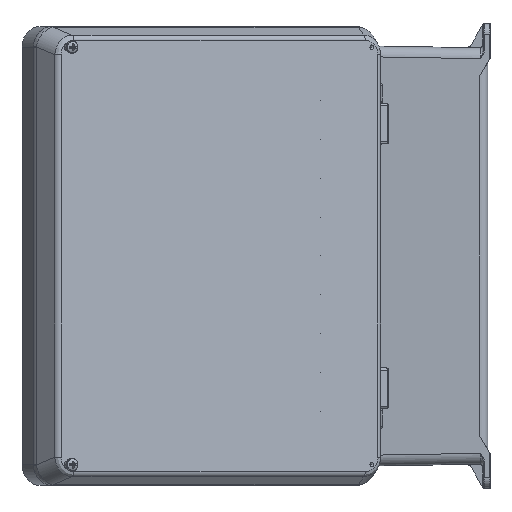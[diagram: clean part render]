
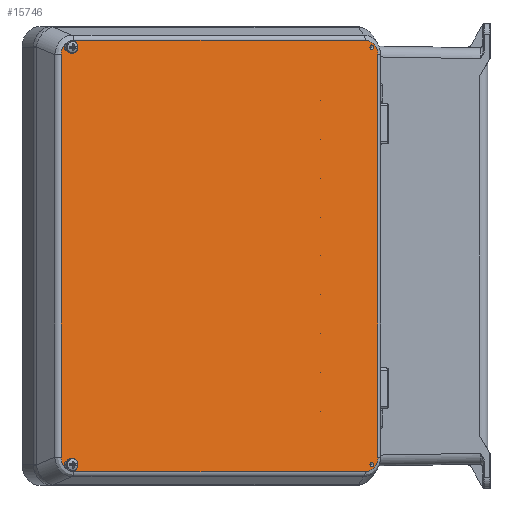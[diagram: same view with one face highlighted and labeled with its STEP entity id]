
A CAD part, left-side view. The second image highlights one B-rep face of the part: STEP entity #15746.
In plain terms, the highlighted face is planar.
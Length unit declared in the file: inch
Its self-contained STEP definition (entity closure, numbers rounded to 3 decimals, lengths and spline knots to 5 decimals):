
#366 = CARTESIAN_POINT ( 'NONE',  ( -5.25908, 1.62205, -12.4972 ) ) ;
#777 = DIRECTION ( 'NONE',  ( 0., 0., -1. ) ) ;
#1526 = VERTEX_POINT ( 'NONE', #28384 ) ;
#2070 = CARTESIAN_POINT ( 'NONE',  ( -5.25908, 1.62205, -12.74747 ) ) ;
#3791 = EDGE_LOOP ( 'NONE', ( #21662 ) ) ;
#3934 =( BOUNDED_CURVE ( )  B_SPLINE_CURVE ( 3, ( #19455, #14057, #8746, #27521 ),
 .UNSPECIFIED., .F., .F. ) 
 B_SPLINE_CURVE_WITH_KNOTS ( ( 4, 4 ),
 ( 2.40401, 3.87917 ),
 .UNSPECIFIED. ) 
 CURVE ( )  GEOMETRIC_REPRESENTATION_ITEM ( )  RATIONAL_B_SPLINE_CURVE ( ( 1., 0.827, 0.827, 1. ) ) 
 REPRESENTATION_ITEM ( '' )  );
#3974 = CARTESIAN_POINT ( 'NONE',  ( 4.83972, 1.62205, -0.3984 ) ) ;
#4050 = DIRECTION ( 'NONE',  ( 0., 0., -1. ) ) ;
#4375 = CARTESIAN_POINT ( 'NONE',  ( 4.80436, 1.62205, -0.3984 ) ) ;
#4886 = CIRCLE ( 'NONE', #19235, 0.10433 ) ;
#5207 = CARTESIAN_POINT ( 'NONE',  ( 4.83972, 1.62205, -0.3984 ) ) ;
#5499 = ORIENTED_EDGE ( 'NONE', *, *, #32362, .T. ) ;
#5580 = EDGE_CURVE ( 'NONE', #16574, #7076, #25872, .T. ) ;
#5600 = FACE_OUTER_BOUND ( 'NONE', #23804, .T. ) ;
#5689 = AXIS2_PLACEMENT_3D ( 'NONE', #6062, #16917, #777 ) ;
#5718 = EDGE_LOOP ( 'NONE', ( #26798 ) ) ;
#5949 = CARTESIAN_POINT ( 'NONE',  ( 5.25908, 1.62205, -12.4972 ) ) ;
#6062 = CARTESIAN_POINT ( 'NONE',  ( 5.65748, 1.62205, 0. ) ) ;
#6653 = LINE ( 'NONE', #33447, #14677 ) ;
#6726 =( BOUNDED_CURVE ( )  B_SPLINE_CURVE ( 3, ( #31585, #12805, #2070, #20897 ),
 .UNSPECIFIED., .F., .F. ) 
 B_SPLINE_CURVE_WITH_KNOTS ( ( 4, 4 ),
 ( 2.40401, 3.87917 ),
 .UNSPECIFIED. ) 
 CURVE ( )  GEOMETRIC_REPRESENTATION_ITEM ( )  RATIONAL_B_SPLINE_CURVE ( ( 1., 0.827, 0.827, 1. ) ) 
 REPRESENTATION_ITEM ( '' )  );
#7076 = VERTEX_POINT ( 'NONE', #5949 ) ;
#7616 = VERTEX_POINT ( 'NONE', #366 ) ;
#7800 = VERTEX_POINT ( 'NONE', #28740 ) ;
#7946 = ORIENTED_EDGE ( 'NONE', *, *, #19756, .F. ) ;
#8675 = VERTEX_POINT ( 'NONE', #5207 ) ;
#8746 = CARTESIAN_POINT ( 'NONE',  ( -5.25908, 1.62205, -0.56749 ) ) ;
#9028 = CARTESIAN_POINT ( 'NONE',  ( -5.05906, 1.62205, -12.77953 ) ) ;
#9390 = CARTESIAN_POINT ( 'NONE',  ( 5.25908, 1.62205, -0.81776 ) ) ;
#9708 = CARTESIAN_POINT ( 'NONE',  ( -5.05906, 1.62205, -0.59843 ) ) ;
#10477 = ORIENTED_EDGE ( 'NONE', *, *, #26082, .T. ) ;
#10735 = ORIENTED_EDGE ( 'NONE', *, *, #29389, .T. ) ;
#11077 = AXIS2_PLACEMENT_3D ( 'NONE', #14516, #33309, #17219 ) ;
#11463 =( BOUNDED_CURVE ( )  B_SPLINE_CURVE ( 3, ( #3974, #20098, #25446, #9390 ),
 .UNSPECIFIED., .F., .F. ) 
 B_SPLINE_CURVE_WITH_KNOTS ( ( 4, 4 ),
 ( 2.40401, 3.87917 ),
 .UNSPECIFIED. ) 
 CURVE ( )  GEOMETRIC_REPRESENTATION_ITEM ( )  RATIONAL_B_SPLINE_CURVE ( ( 1., 0.827, 0.827, 1. ) ) 
 REPRESENTATION_ITEM ( '' )  );
#11494 = PLANE ( 'NONE',  #5689 ) ;
#12165 = AXIS2_PLACEMENT_3D ( 'NONE', #9708, #28495, #12405 ) ;
#12172 = CARTESIAN_POINT ( 'NONE',  ( -4.83972, 1.62205, -0.3984 ) ) ;
#12376 = VERTEX_POINT ( 'NONE', #12172 ) ;
#12405 = DIRECTION ( 'NONE',  ( 0., 0., 1. ) ) ;
#12536 = DIRECTION ( 'NONE',  ( 1., 0., 0. ) ) ;
#12805 = CARTESIAN_POINT ( 'NONE',  ( -5.08999, 1.62205, -12.91656 ) ) ;
#13587 = ORIENTED_EDGE ( 'NONE', *, *, #31185, .F. ) ;
#13619 = EDGE_CURVE ( 'NONE', #25483, #25483, #21729, .T. ) ;
#13743 = CARTESIAN_POINT ( 'NONE',  ( -5.05906, 1.62205, -12.71654 ) ) ;
#14057 = CARTESIAN_POINT ( 'NONE',  ( -5.08999, 1.62205, -0.3984 ) ) ;
#14305 = ORIENTED_EDGE ( 'NONE', *, *, #21536, .F. ) ;
#14516 = CARTESIAN_POINT ( 'NONE',  ( 5.05906, 1.62205, -12.71654 ) ) ;
#14527 = CARTESIAN_POINT ( 'NONE',  ( 5.08999, 1.62205, -12.91656 ) ) ;
#14677 = VECTOR ( 'NONE', #25416, 39.37008 ) ;
#14749 = CARTESIAN_POINT ( 'NONE',  ( -5.25908, 1.62205, -0.81776 ) ) ;
#14917 = VECTOR ( 'NONE', #12536, 39.37008 ) ;
#15124 = DIRECTION ( 'NONE',  ( 0., 1., 0. ) ) ;
#15746 = ADVANCED_FACE ( 'NONE', ( #20774, #27051, #5600, #33381, #26202 ), #11494, .F. ) ;
#15768 = CARTESIAN_POINT ( 'NONE',  ( 4.83972, 1.62205, -12.91656 ) ) ;
#16265 = VERTEX_POINT ( 'NONE', #21900 ) ;
#16455 = DIRECTION ( 'NONE',  ( 0., 0., -1. ) ) ;
#16574 = VERTEX_POINT ( 'NONE', #15768 ) ;
#16770 = LINE ( 'NONE', #20730, #29362 ) ;
#16917 = DIRECTION ( 'NONE',  ( 0., -1., 0. ) ) ;
#17043 = AXIS2_PLACEMENT_3D ( 'NONE', #13743, #32529, #16455 ) ;
#17219 = DIRECTION ( 'NONE',  ( 0., 0., -1. ) ) ;
#17240 = CARTESIAN_POINT ( 'NONE',  ( 4.83972, 1.62205, -12.91656 ) ) ;
#17441 = VECTOR ( 'NONE', #4050, 39.37008 ) ;
#17476 = CARTESIAN_POINT ( 'NONE',  ( 5.05906, 1.62205, -0.49409 ) ) ;
#17565 = EDGE_LOOP ( 'NONE', ( #7946 ) ) ;
#17925 = VERTEX_POINT ( 'NONE', #17476 ) ;
#19235 = AXIS2_PLACEMENT_3D ( 'NONE', #31213, #15124, #33911 ) ;
#19455 = CARTESIAN_POINT ( 'NONE',  ( -4.83972, 1.62205, -0.3984 ) ) ;
#19756 = EDGE_CURVE ( 'NONE', #33071, #33071, #21426, .T. ) ;
#19933 = CARTESIAN_POINT ( 'NONE',  ( 5.25908, 1.62205, -12.4972 ) ) ;
#20098 = CARTESIAN_POINT ( 'NONE',  ( 5.08999, 1.62205, -0.3984 ) ) ;
#20157 = EDGE_CURVE ( 'NONE', #27168, #7616, #16770, .T. ) ;
#20195 = CARTESIAN_POINT ( 'NONE',  ( 5.25908, 1.62205, -6.65748 ) ) ;
#20349 = ORIENTED_EDGE ( 'NONE', *, *, #26189, .T. ) ;
#20730 = CARTESIAN_POINT ( 'NONE',  ( -5.25908, 1.62205, -6.65748 ) ) ;
#20774 = FACE_BOUND ( 'NONE', #17565, .T. ) ;
#20897 = CARTESIAN_POINT ( 'NONE',  ( -5.25908, 1.62205, -12.4972 ) ) ;
#21128 = EDGE_CURVE ( 'NONE', #17925, #17925, #4886, .T. ) ;
#21426 = CIRCLE ( 'NONE', #12165, 0.06299 ) ;
#21536 = EDGE_CURVE ( 'NONE', #12376, #27168, #3934, .T. ) ;
#21662 = ORIENTED_EDGE ( 'NONE', *, *, #21128, .F. ) ;
#21729 = CIRCLE ( 'NONE', #17043, 0.06299 ) ;
#21900 = CARTESIAN_POINT ( 'NONE',  ( 5.25908, 1.62205, -0.81776 ) ) ;
#22039 = LINE ( 'NONE', #4375, #14917 ) ;
#23494 = DIRECTION ( 'NONE',  ( 0., 0., -1. ) ) ;
#23669 = ORIENTED_EDGE ( 'NONE', *, *, #30789, .T. ) ;
#23804 = EDGE_LOOP ( 'NONE', ( #10477, #34616, #13587, #23669, #24268, #14305, #20349, #5499 ) ) ;
#24268 = ORIENTED_EDGE ( 'NONE', *, *, #20157, .F. ) ;
#24532 = LINE ( 'NONE', #20195, #17441 ) ;
#25416 = DIRECTION ( 'NONE',  ( 1., 0., 0. ) ) ;
#25428 = CARTESIAN_POINT ( 'NONE',  ( -5.05906, 1.62205, -0.53543 ) ) ;
#25446 = CARTESIAN_POINT ( 'NONE',  ( 5.25908, 1.62205, -0.56749 ) ) ;
#25483 = VERTEX_POINT ( 'NONE', #9028 ) ;
#25872 =( BOUNDED_CURVE ( )  B_SPLINE_CURVE ( 3, ( #17240, #14527, #30615, #19933 ),
 .UNSPECIFIED., .F., .T. ) 
 B_SPLINE_CURVE_WITH_KNOTS ( ( 4, 4 ),
 ( 2.40401, 3.87917 ),
 .UNSPECIFIED. ) 
 CURVE ( )  GEOMETRIC_REPRESENTATION_ITEM ( )  RATIONAL_B_SPLINE_CURVE ( ( 1., 0.827, 0.827, 1. ) ) 
 REPRESENTATION_ITEM ( '' )  );
#26082 = EDGE_CURVE ( 'NONE', #16265, #7076, #24532, .T. ) ;
#26189 = EDGE_CURVE ( 'NONE', #12376, #8675, #22039, .T. ) ;
#26202 = FACE_BOUND ( 'NONE', #26765, .T. ) ;
#26765 = EDGE_LOOP ( 'NONE', ( #10735 ) ) ;
#26798 = ORIENTED_EDGE ( 'NONE', *, *, #13619, .T. ) ;
#27051 = FACE_BOUND ( 'NONE', #3791, .T. ) ;
#27168 = VERTEX_POINT ( 'NONE', #14749 ) ;
#27521 = CARTESIAN_POINT ( 'NONE',  ( -5.25908, 1.62205, -0.81776 ) ) ;
#28384 = CARTESIAN_POINT ( 'NONE',  ( -4.83972, 1.62205, -12.91656 ) ) ;
#28495 = DIRECTION ( 'NONE',  ( 0., 1., 0. ) ) ;
#28740 = CARTESIAN_POINT ( 'NONE',  ( 5.05906, 1.62205, -12.82087 ) ) ;
#28997 = CIRCLE ( 'NONE', #11077, 0.10433 ) ;
#29362 = VECTOR ( 'NONE', #23494, 39.37008 ) ;
#29389 = EDGE_CURVE ( 'NONE', #7800, #7800, #28997, .T. ) ;
#30615 = CARTESIAN_POINT ( 'NONE',  ( 5.25908, 1.62205, -12.74747 ) ) ;
#30789 = EDGE_CURVE ( 'NONE', #1526, #7616, #6726, .T. ) ;
#31185 = EDGE_CURVE ( 'NONE', #1526, #16574, #6653, .T. ) ;
#31213 = CARTESIAN_POINT ( 'NONE',  ( 5.05906, 1.62205, -0.59843 ) ) ;
#31585 = CARTESIAN_POINT ( 'NONE',  ( -4.83972, 1.62205, -12.91656 ) ) ;
#32362 = EDGE_CURVE ( 'NONE', #8675, #16265, #11463, .T. ) ;
#32529 = DIRECTION ( 'NONE',  ( 0., -1., 0. ) ) ;
#33071 = VERTEX_POINT ( 'NONE', #25428 ) ;
#33309 = DIRECTION ( 'NONE',  ( 0., -1., 0. ) ) ;
#33381 = FACE_BOUND ( 'NONE', #5718, .T. ) ;
#33447 = CARTESIAN_POINT ( 'NONE',  ( 4.80436, 1.62205, -12.91656 ) ) ;
#33911 = DIRECTION ( 'NONE',  ( 0., 0., 1. ) ) ;
#34616 = ORIENTED_EDGE ( 'NONE', *, *, #5580, .F. ) ;
